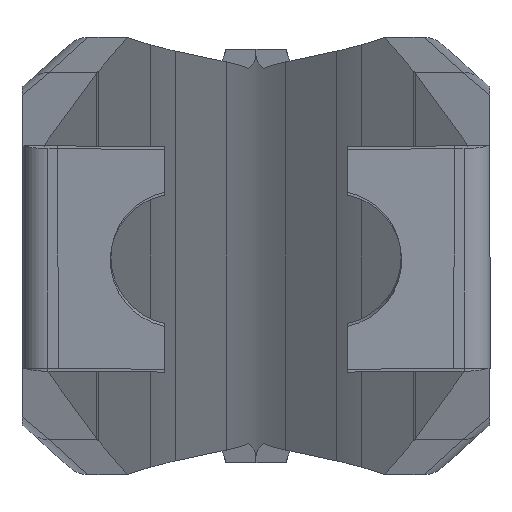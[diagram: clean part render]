
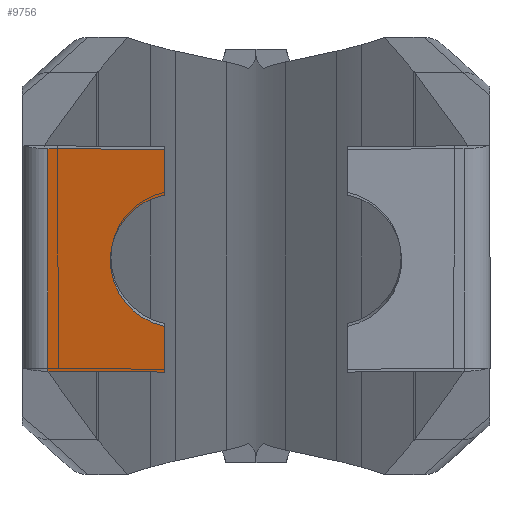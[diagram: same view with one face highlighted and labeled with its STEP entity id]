
A CAD part, left-side view. The second image highlights one B-rep face of the part: STEP entity #9756.
In plain terms, the highlighted planar face has unit normal (-0.983, 0.04, -0.182).
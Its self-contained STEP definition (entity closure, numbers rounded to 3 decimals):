
#35=CIRCLE('',#10529,1.765);
#82=PLANE('',#10531);
#738=LINE('',#15189,#1747);
#741=LINE('',#15200,#1750);
#745=LINE('',#15208,#1754);
#749=LINE('',#15219,#1758);
#750=LINE('',#15221,#1759);
#1747=VECTOR('',#12014,1000.);
#1750=VECTOR('',#12023,1000.);
#1754=VECTOR('',#12029,1000.);
#1758=VECTOR('',#12041,1000.);
#1759=VECTOR('',#12044,1000.);
#3606=ORIENTED_EDGE('',*,*,#6517,.F.);
#3607=ORIENTED_EDGE('',*,*,#6528,.T.);
#3608=ORIENTED_EDGE('',*,*,#6512,.F.);
#3609=ORIENTED_EDGE('',*,*,#6527,.F.);
#3610=ORIENTED_EDGE('',*,*,#6524,.F.);
#3611=ORIENTED_EDGE('',*,*,#6521,.F.);
#6512=EDGE_CURVE('',#7938,#7939,#738,.T.);
#6517=EDGE_CURVE('',#7942,#7943,#741,.T.);
#6521=EDGE_CURVE('',#7943,#7946,#745,.T.);
#6524=EDGE_CURVE('',#7946,#7948,#35,.T.);
#6527=EDGE_CURVE('',#7948,#7938,#749,.T.);
#6528=EDGE_CURVE('',#7942,#7939,#750,.F.);
#7938=VERTEX_POINT('',#15190);
#7939=VERTEX_POINT('',#15191);
#7942=VERTEX_POINT('',#15199);
#7943=VERTEX_POINT('',#15201);
#7946=VERTEX_POINT('',#15209);
#7948=VERTEX_POINT('',#15215);
#8677=EDGE_LOOP('',(#3606,#3607,#3608,#3609,#3610,#3611));
#9195=FACE_BOUND('',#8677,.T.);
#9756=ADVANCED_FACE('',(#9195),#82,.T.);
#10529=AXIS2_PLACEMENT_3D('',#15214,#12035,#12036);
#10531=AXIS2_PLACEMENT_3D('',#15220,#12042,#12043);
#12014=DIRECTION('',(0.039,0.999,0.007));
#12023=DIRECTION('',(-0.039,-0.999,-0.007));
#12029=DIRECTION('',(0.182,0.,-0.983));
#12035=DIRECTION('',(-0.983,0.04,-0.182));
#12036=DIRECTION('',(0.182,0.,-0.983));
#12041=DIRECTION('',(0.182,0.,-0.983));
#12042=DIRECTION('',(-0.983,0.04,-0.182));
#12043=DIRECTION('',(-0.182,0.,0.983));
#12044=DIRECTION('',(-0.182,0.,0.983));
#15189=CARTESIAN_POINT('',(-116.793,1.969,-3.001));
#15190=CARTESIAN_POINT('',(-116.793,1.969,-3.001));
#15191=CARTESIAN_POINT('',(-116.675,4.978,-2.979));
#15199=CARTESIAN_POINT('',(-117.741,4.978,2.776));
#15200=CARTESIAN_POINT('',(-117.714,5.666,2.781));
#15201=CARTESIAN_POINT('',(-117.858,1.969,2.755));
#15208=CARTESIAN_POINT('',(-117.858,1.969,2.755));
#15209=CARTESIAN_POINT('',(-117.64,1.969,1.575));
#15214=CARTESIAN_POINT('',(-117.34,1.605,-0.126));
#15215=CARTESIAN_POINT('',(-117.011,1.969,-1.821));
#15219=CARTESIAN_POINT('',(-117.011,1.969,-1.821));
#15220=CARTESIAN_POINT('',(-117.34,1.605,-0.126));
#15221=CARTESIAN_POINT('',(-117.208,4.978,-0.101));
